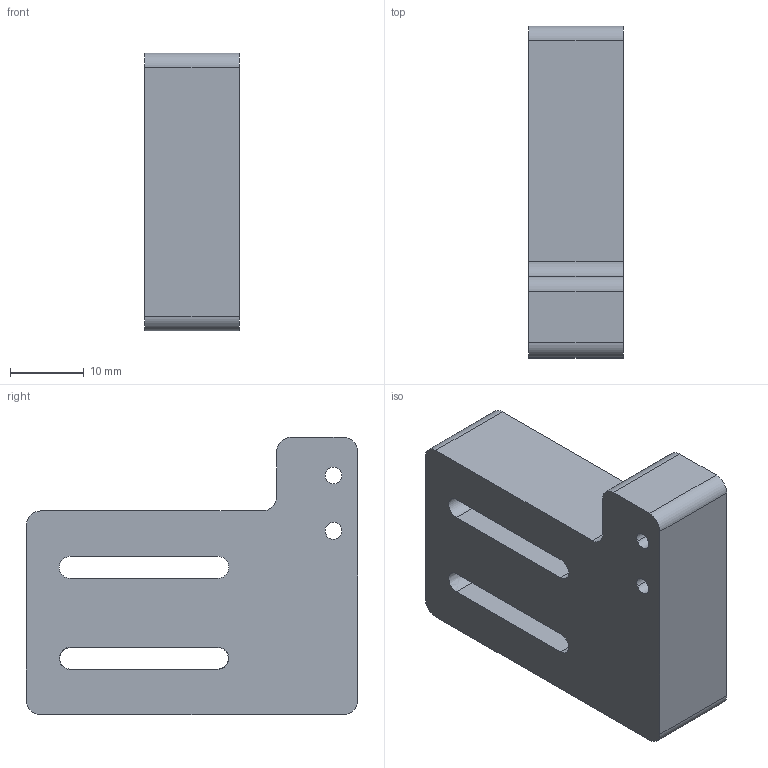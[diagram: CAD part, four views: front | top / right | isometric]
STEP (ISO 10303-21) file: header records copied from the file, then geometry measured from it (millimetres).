
FILE_DESCRIPTION(('CATIA V5 STEP Exchange'),'2;1');
FILE_NAME('SWITCH MOUNT.stp','2013-11-12T19:31:13+00:00',('none'),('none'),'CATIA Version 5 Release 20 GA (IN-10)','CATIA V5 STEP AP203','none');
FILE_SCHEMA(('CONFIG_CONTROL_DESIGN'));
Length unit declared in the file: millimetre
Products named in the file (1): Part1
Bounding box: 12.8 x 45 x 37.67 mm (x, y, z)
Volume: 14050.6 mm3; surface area: 6079.7 mm2
Topology: 1 solids, 1 shells, 36 faces, 96 edges, 64 vertices
Faces by surface type: plane 18, cylinder 16, extrusion 2
Entity records: 1189 total; most frequent: CARTESIAN_POINT 252, ORIENTED_EDGE 192, DIRECTION 154, EDGE_CURVE 96, AXIS2_PLACEMENT_3D 64, VERTEX_POINT 64, VECTOR 60, LINE 58
